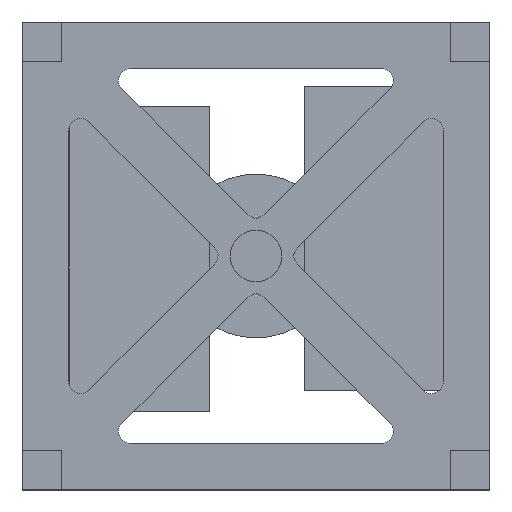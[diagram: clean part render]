
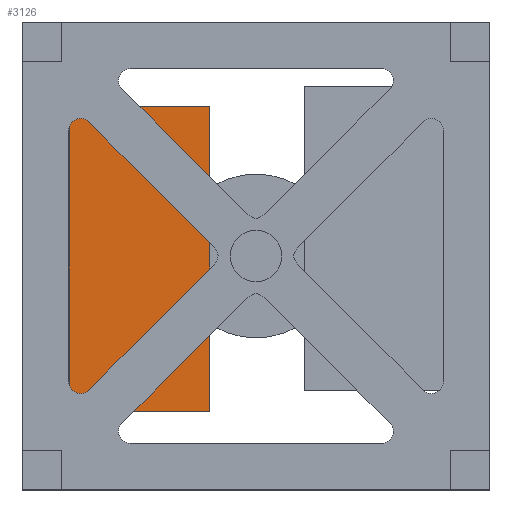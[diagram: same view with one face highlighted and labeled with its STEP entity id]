
A CAD part, front view. The second image highlights one B-rep face of the part: STEP entity #3126.
In plain terms, the highlighted planar face has unit normal (0, -1, 0).
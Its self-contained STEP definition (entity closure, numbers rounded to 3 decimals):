
#147 = EDGE_LOOP ( 'NONE', ( #3061, #3062, #3063, #3064 ) ) ;
#1327 = EDGE_CURVE ( 'NONE', #2273, #2274, #7261, .T. ) ;
#1333 = EDGE_CURVE ( 'NONE', #2274, #2277, #7268, .T. ) ;
#1335 = EDGE_CURVE ( 'NONE', #2277, #2279, #7272, .T. ) ;
#1336 = EDGE_CURVE ( 'NONE', #2279, #2273, #7287, .T. ) ;
#2273 = VERTEX_POINT ( 'NONE', #7918 ) ;
#2274 = VERTEX_POINT ( 'NONE', #7919 ) ;
#2277 = VERTEX_POINT ( 'NONE', #7922 ) ;
#2279 = VERTEX_POINT ( 'NONE', #7924 ) ;
#3061 = ORIENTED_EDGE ( 'NONE', *, *, #1327, .F. ) ;
#3062 = ORIENTED_EDGE ( 'NONE', *, *, #1336, .F. ) ;
#3063 = ORIENTED_EDGE ( 'NONE', *, *, #1335, .F. ) ;
#3064 = ORIENTED_EDGE ( 'NONE', *, *, #1333, .F. ) ;
#3126 = ADVANCED_FACE ( 'NONE', ( #7380 ), #8089, .F. ) ;
#3610 = AXIS2_PLACEMENT_3D ( 'NONE', #8092, #8098, #8099 ) ;
#7258 = VECTOR ( 'NONE', #7605, 1000. ) ;
#7261 = LINE ( 'NONE', #7604, #7258 ) ;
#7268 = LINE ( 'NONE', #7608, #7281 ) ;
#7272 = LINE ( 'NONE', #7616, #7285 ) ;
#7281 = VECTOR ( 'NONE', #7617, 1000. ) ;
#7285 = VECTOR ( 'NONE', #7621, 1000. ) ;
#7287 = LINE ( 'NONE', #7622, #7288 ) ;
#7288 = VECTOR ( 'NONE', #7623, 1000. ) ;
#7380 = FACE_OUTER_BOUND ( 'NONE', #147, .T. ) ;
#7604 = CARTESIAN_POINT ( 'NONE',  ( 32.5, 0., -15. ) ) ;
#7605 = DIRECTION ( 'NONE',  ( 0., 0., -1. ) ) ;
#7608 = CARTESIAN_POINT ( 'NONE',  ( -32.5, 0., -15. ) ) ;
#7616 = CARTESIAN_POINT ( 'NONE',  ( -32.5, 0., -15. ) ) ;
#7617 = DIRECTION ( 'NONE',  ( -1., 0., 0. ) ) ;
#7621 = DIRECTION ( 'NONE',  ( 0., 0., 1. ) ) ;
#7622 = CARTESIAN_POINT ( 'NONE',  ( -32.5, 0., 15. ) ) ;
#7623 = DIRECTION ( 'NONE',  ( 1., 0., 0. ) ) ;
#7918 = CARTESIAN_POINT ( 'NONE',  ( 32.5, 0., 15. ) ) ;
#7919 = CARTESIAN_POINT ( 'NONE',  ( 32.5, 0., -15. ) ) ;
#7922 = CARTESIAN_POINT ( 'NONE',  ( -32.5, 0., -15. ) ) ;
#7924 = CARTESIAN_POINT ( 'NONE',  ( -32.5, 0., 15. ) ) ;
#8089 = PLANE ( 'NONE',  #3610 ) ;
#8092 = CARTESIAN_POINT ( 'NONE',  ( 0., 0., 0. ) ) ;
#8098 = DIRECTION ( 'NONE',  ( 0., 1., 0. ) ) ;
#8099 = DIRECTION ( 'NONE',  ( 0., 0., 1. ) ) ;
